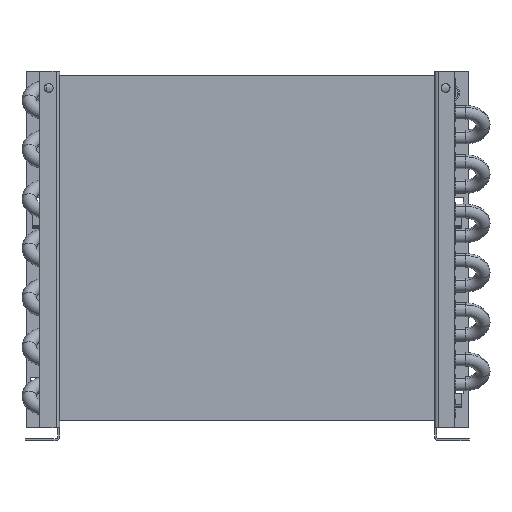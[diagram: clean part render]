
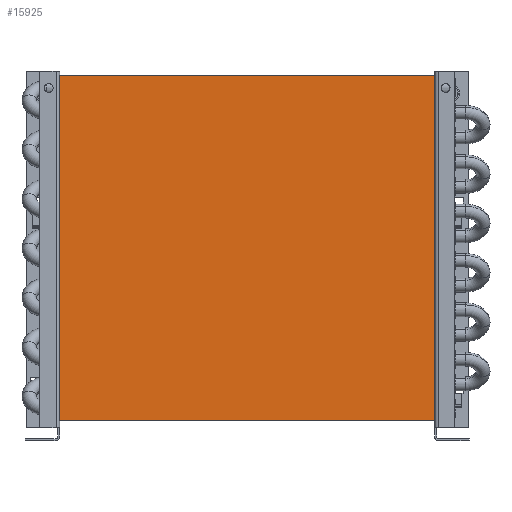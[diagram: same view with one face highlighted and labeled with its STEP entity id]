
A CAD part, left-side view. The second image highlights one B-rep face of the part: STEP entity #15925.
In plain terms, the highlighted face is planar.
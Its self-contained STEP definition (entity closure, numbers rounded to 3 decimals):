
#14979=DIRECTION('',(0.,0.,-1.));
#14980=VECTOR('',#14979,175.);
#14981=CARTESIAN_POINT('',(12.5,95.,87.5));
#14982=LINE('',#14981,#14980);
#15107=DIRECTION('',(0.,0.,-1.));
#15108=VECTOR('',#15107,175.);
#15109=CARTESIAN_POINT('',(12.5,-95.,87.5));
#15110=LINE('',#15109,#15108);
#15111=DIRECTION('',(0.,-1.,0.));
#15112=VECTOR('',#15111,190.);
#15113=CARTESIAN_POINT('',(12.5,95.,87.5));
#15114=LINE('',#15113,#15112);
#15119=DIRECTION('',(0.,-1.,0.));
#15120=VECTOR('',#15119,190.);
#15121=CARTESIAN_POINT('',(12.5,95.,-87.5));
#15122=LINE('',#15121,#15120);
#15153=CARTESIAN_POINT('',(12.5,95.,-87.5));
#15154=VERTEX_POINT('',#15153);
#15155=CARTESIAN_POINT('',(12.5,-95.,-87.5));
#15156=VERTEX_POINT('',#15155);
#15157=CARTESIAN_POINT('',(12.5,95.,87.5));
#15158=VERTEX_POINT('',#15157);
#15159=CARTESIAN_POINT('',(12.5,-95.,87.5));
#15160=VERTEX_POINT('',#15159);
#15913=CARTESIAN_POINT('',(12.5,-95.,-87.5));
#15914=DIRECTION('',(-1.,0.,0.));
#15915=DIRECTION('',(0.,0.,1.));
#15916=AXIS2_PLACEMENT_3D('',#15913,#15914,#15915);
#15917=PLANE('',#15916);
#15918=ORIENTED_EDGE('',*,*,#15460,.T.);
#15920=ORIENTED_EDGE('',*,*,#15919,.T.);
#15921=ORIENTED_EDGE('',*,*,#15323,.F.);
#15922=ORIENTED_EDGE('',*,*,#15906,.F.);
#15923=EDGE_LOOP('',(#15918,#15920,#15921,#15922));
#15924=FACE_OUTER_BOUND('',#15923,.F.);
#15925=ADVANCED_FACE('',(#15924),#15917,.F.);
#15323=EDGE_CURVE('',#15160,#15156,#15110,.T.);
#15460=EDGE_CURVE('',#15158,#15154,#14982,.T.);
#15906=EDGE_CURVE('',#15158,#15160,#15114,.T.);
#15919=EDGE_CURVE('',#15154,#15156,#15122,.T.);
